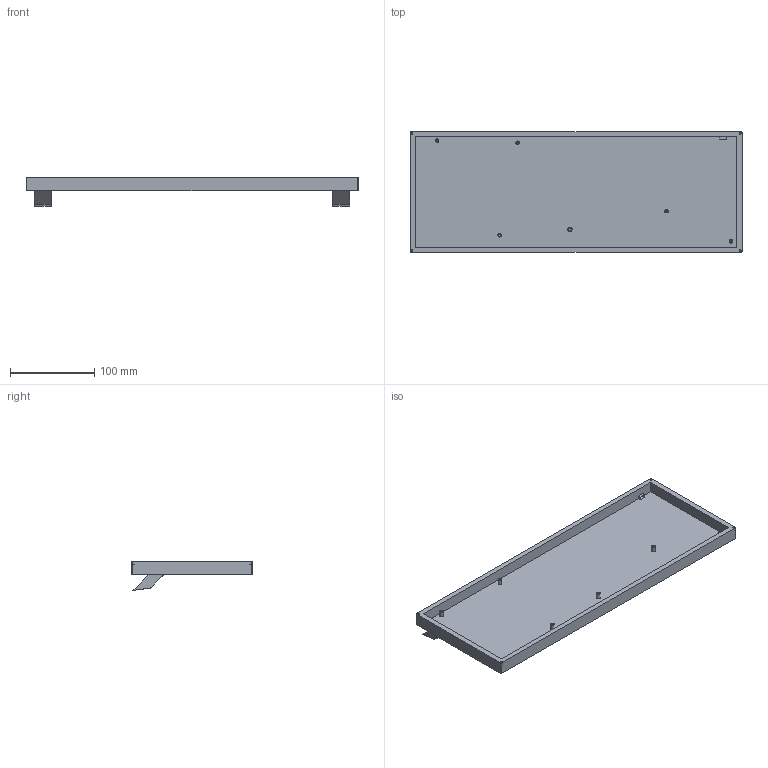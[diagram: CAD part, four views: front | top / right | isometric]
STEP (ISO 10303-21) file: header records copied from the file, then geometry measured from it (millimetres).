
FILE_DESCRIPTION(/* description */ (''),/* implementation_level */ '2;1');
FILE_NAME(/* name */ 'bottom_plate.step',/* time_stamp */ '2025-07-31T16:55:15+02:00',/* author */ (''),/* organization */ (''),/* preprocessor_version */ 'ST-DEVELOPER v20.1',/* originating_system */ 'Autodesk Translation Framework v14.10.0.0',/* authorisation */ '');
FILE_SCHEMA (('AUTOMOTIVE_DESIGN { 1 0 10303 214 3 1 1 }'));
Length unit declared in the file: millimetre
Products named in the file (1): bottomplate
Bounding box: 393 x 142.97 x 34.14 mm (x, y, z)
Volume: 208232.5 mm3; surface area: 147425.8 mm2
Topology: 1 solids, 1 shells, 658 faces, 1716 edges, 1144 vertices
Faces by surface type: bspline 482, plane 156, cylinder 20
Full cylindrical faces by diameter (mm): 2 x4, 2.2 x5, 3.048 x1, 4.2 x5, 5.048 x1
Entity records: 36677 total; most frequent: CARTESIAN_POINT 23753, ORIENTED_EDGE 3432, EDGE_CURVE 1716, DIRECTION 1146, VERTEX_POINT 1144, B_SPLINE_CURVE_WITH_KNOTS 964, EDGE_LOOP 744, LINE 712
